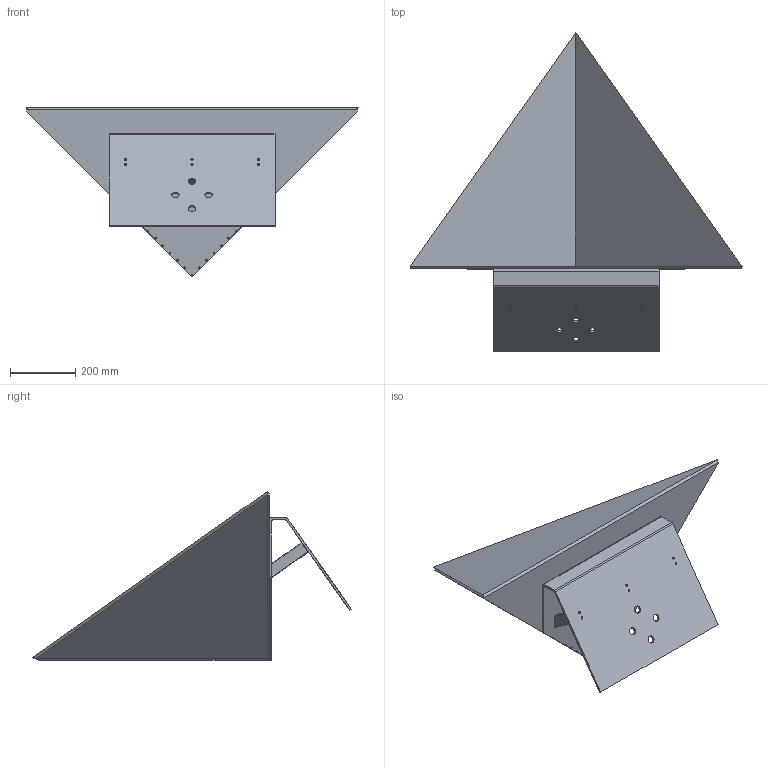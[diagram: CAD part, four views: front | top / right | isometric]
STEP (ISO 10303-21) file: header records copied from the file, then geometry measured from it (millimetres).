
FILE_DESCRIPTION (( 'STEP AP203' ), '1' );
FILE_NAME ('AJ-S-40.0-RC.STEP', '2022-12-29T22:42:53', ( '' ), ( '' ), 'SwSTEP 2.0', 'SolidWorks 2021', '' );
FILE_SCHEMA (( 'CONFIG_CONTROL_DESIGN' ));
Length unit declared in the file: inch
Products named in the file (1): AJ-S-40.0-RC
Bounding box: 1016 x 977.39 x 516.98 mm (x, y, z)
Volume: 7355043.5 mm3; surface area: 2367882.4 mm2
Topology: 19 solids, 19 shells, 710 faces, 1419 edges, 810 vertices
Faces by surface type: plane 323, cone 231, cylinder 156
Entity records: 18746 total; most frequent: CARTESIAN_POINT 3867, DIRECTION 3237, ORIENTED_EDGE 2838, EDGE_CURVE 1419, AXIS2_PLACEMENT_3D 1254, EDGE_LOOP 817, VERTEX_POINT 810, LINE 729
